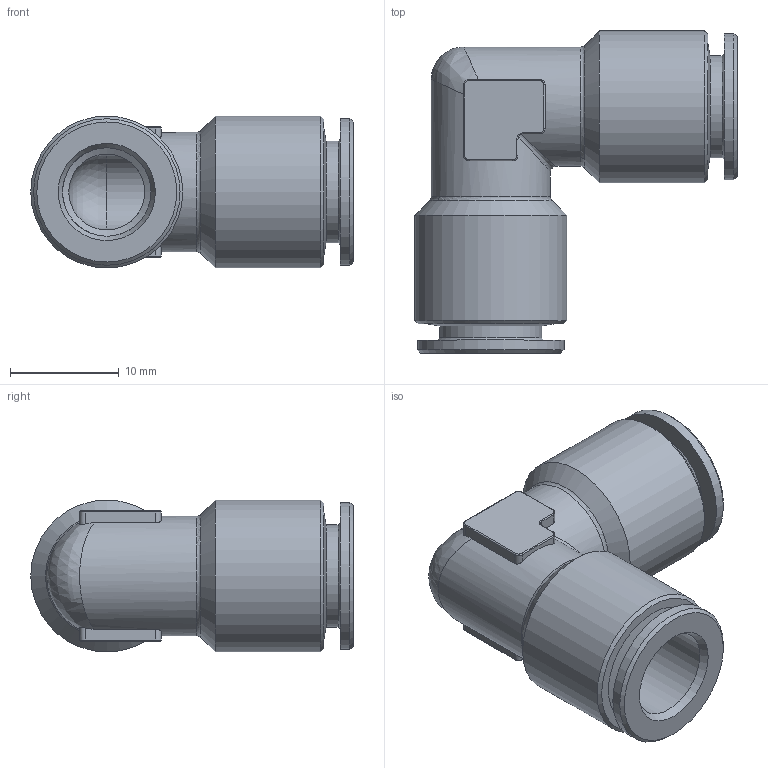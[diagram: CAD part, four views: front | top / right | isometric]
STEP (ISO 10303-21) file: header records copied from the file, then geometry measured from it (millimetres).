
FILE_DESCRIPTION( ( 'STEP AP214' ), '1' );
FILE_NAME( 'psolqas_10380_34.stp', '2020-12-01T17:07:38', ( 'License CC BY-ND 4.0' ), ( 'CADENAS' ), ' ', 'PARTsolutions', ' ' );
FILE_SCHEMA( ( 'AUTOMOTIVE_DESIGN { 1 0 10303 214 1 1 1 1 }' ) );
Length unit declared in the file: metre
Products named in the file (1): NONE
Bounding box: 29.7 x 29.7 x 14 mm (x, y, z)
Volume: 3482.8 mm3; surface area: 3417 mm2
Topology: 1 solids, 1 shells, 87 faces, 207 edges, 125 vertices
Faces by surface type: cylinder 36, plane 20, cone 14, torus 14, bspline 2, sphere 1
Full cylindrical faces by diameter (mm): 7 x2, 8.15 x2, 9.4 x2, 11 x2, 13.5 x2, 14 x2
Entity records: 3301 total; most frequent: CARTESIAN_POINT 762, DIRECTION 400, ORIENTED_EDGE 334, AXIS2_PLACEMENT_3D 172, EDGE_CURVE 167, EDGE_LOOP 121, VERTEX_POINT 114, FACE_OUTER_BOUND 101
